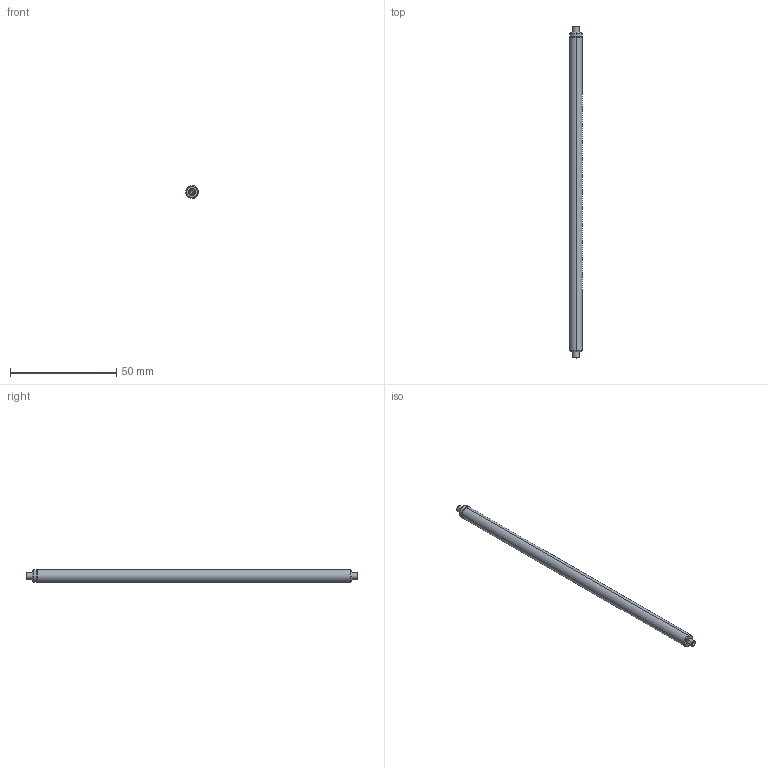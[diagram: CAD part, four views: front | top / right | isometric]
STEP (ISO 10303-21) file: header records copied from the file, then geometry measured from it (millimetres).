
FILE_DESCRIPTION (( 'STEP AP203' ), '1' );
FILE_NAME ('CSSPS-150.STEP', '2025-06-17T07:57:00', ( '' ), ( '' ), 'SwSTEP 2.0', 'SolidWorks 2023', '' );
FILE_SCHEMA (( 'CONFIG_CONTROL_DESIGN' ));
Length unit declared in the file: millimetre
Products named in the file (3): CSSPS-150; 内六角凹端紧定螺钉M3×6
Assembly tree (3 placements, depth 2):
  CSSPS-150
    CSSPS-150
    内六角凹端紧定螺钉M3×6  x2
Bounding box: 6 x 156 x 6 mm (x, y, z)
Volume: 4263.2 mm3; surface area: 3097.1 mm2
Topology: 3 solids, 3 shells, 1266 faces, 3744 edges, 2476 vertices
Faces by surface type: plane 1218, cone 32, cylinder 16
Entity records: 42189 total; most frequent: DIRECTION 7412, CARTESIAN_POINT 7385, ORIENTED_EDGE 7360, EDGE_CURVE 3680, AXIS2_PLACEMENT_3D 2487, VERTEX_POINT 2444, VECTOR 2438, LINE 2438
